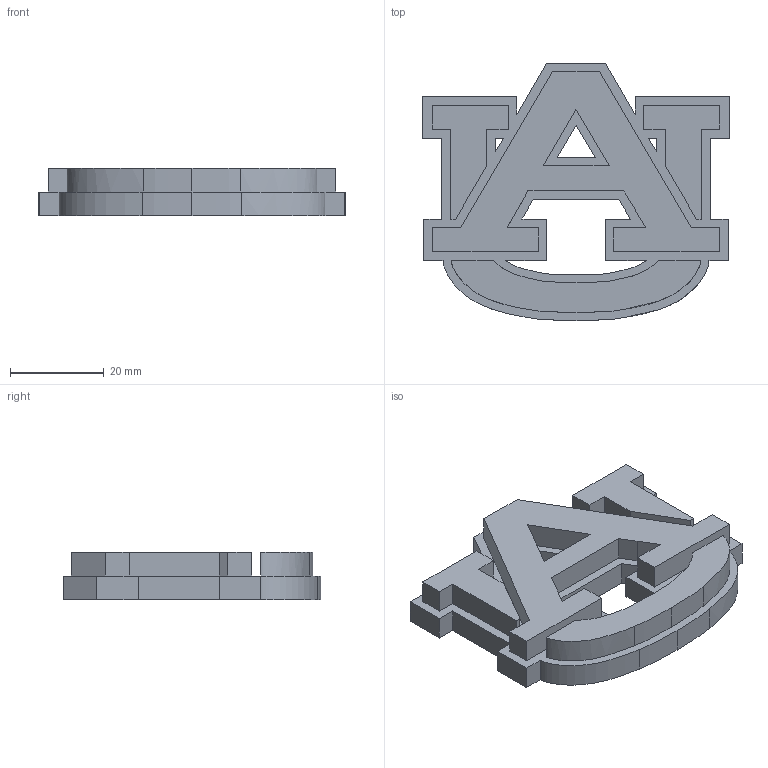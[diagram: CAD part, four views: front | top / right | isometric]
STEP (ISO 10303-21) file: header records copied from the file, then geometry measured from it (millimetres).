
FILE_DESCRIPTION(/* description */ (''),/* implementation_level */ '2;1');
FILE_NAME(/* name */ 'AU_Big_STEP.step',/* time_stamp */ '2020-06-26T18:50:02-05:00',/* author */ (''),/* organization */ (''),/* preprocessor_version */ 'ST-DEVELOPER v18.1',/* originating_system */ 'Autodesk Translation Framework v9.3.0.1241',/* authorisation */ '');
FILE_SCHEMA (('AUTOMOTIVE_DESIGN { 1 0 10303 214 3 1 1 }'));
Length unit declared in the file: inch
Products named in the file (1): AU
Bounding box: 65.38 x 54.91 x 10.16 mm (x, y, z)
Volume: 21312 mm3; surface area: 9870.9 mm2
Topology: 1 solids, 1 shells, 105 faces, 298 edges, 198 vertices
Faces by surface type: plane 89, bspline 16
Entity records: 4683 total; most frequent: CARTESIAN_POINT 2026, ORIENTED_EDGE 596, DIRECTION 446, EDGE_CURVE 298, LINE 266, VECTOR 266, VERTEX_POINT 198, EDGE_LOOP 120
